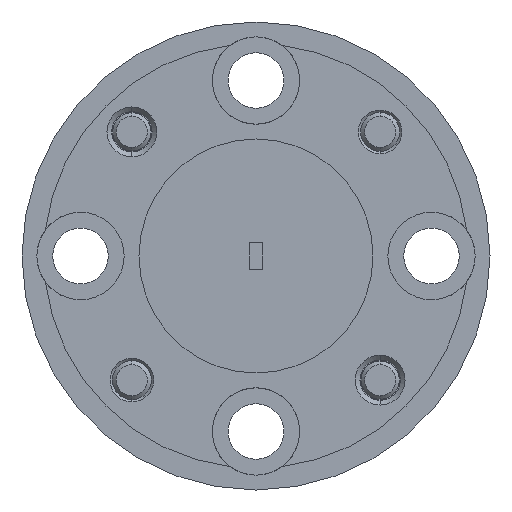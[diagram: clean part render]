
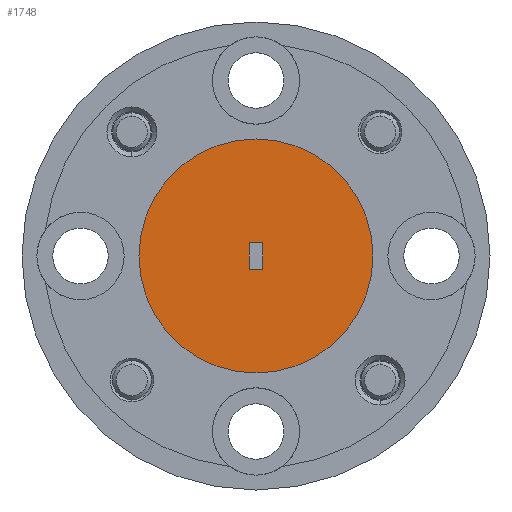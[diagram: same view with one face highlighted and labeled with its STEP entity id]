
A CAD part, left-side view. The second image highlights one B-rep face of the part: STEP entity #1748.
In plain terms, the highlighted planar face has unit normal (-1, 0, 0).
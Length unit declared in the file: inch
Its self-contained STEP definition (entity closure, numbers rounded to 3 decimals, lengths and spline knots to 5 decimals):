
#9 = DIRECTION ( 'NONE',  ( 0., 0., -1. ) ) ;
#59 = CARTESIAN_POINT ( 'NONE',  ( 0., -0.01075, -0.0215 ) ) ;
#385 = DIRECTION ( 'NONE',  ( 0., -1., 0. ) ) ;
#590 = AXIS2_PLACEMENT_3D ( 'NONE', #3833, #938, #385 ) ;
#765 = VECTOR ( 'NONE', #9, 39.37008 ) ;
#897 = DIRECTION ( 'NONE',  ( 0., 0., 1. ) ) ;
#938 = DIRECTION ( 'NONE',  ( -1., 0., 0. ) ) ;
#1016 = EDGE_CURVE ( 'NONE', #1738, #3348, #6267, .T. ) ;
#1222 = VECTOR ( 'NONE', #5765, 39.37008 ) ;
#1323 = VERTEX_POINT ( 'NONE', #2363 ) ;
#1439 = CARTESIAN_POINT ( 'NONE',  ( 0., 0.01075, -0.0215 ) ) ;
#1655 = VERTEX_POINT ( 'NONE', #2309 ) ;
#1738 = VERTEX_POINT ( 'NONE', #6647 ) ;
#1748 = ADVANCED_FACE ( 'NONE', ( #5935, #2103 ), #6006, .T. ) ;
#1776 = CARTESIAN_POINT ( 'NONE',  ( 0., 0.01075, -0.0215 ) ) ;
#1781 = EDGE_LOOP ( 'NONE', ( #6112, #4747, #4217, #3157 ) ) ;
#1801 = VECTOR ( 'NONE', #897, 39.37008 ) ;
#2103 = FACE_OUTER_BOUND ( 'NONE', #2833, .T. ) ;
#2235 = DIRECTION ( 'NONE',  ( 0., -1., 0. ) ) ;
#2277 = CARTESIAN_POINT ( 'NONE',  ( 0., -0.01075, 0.0215 ) ) ;
#2309 = CARTESIAN_POINT ( 'NONE',  ( 0., 0.1875, 0. ) ) ;
#2334 = CARTESIAN_POINT ( 'NONE',  ( 0., -0.01075, -0.0215 ) ) ;
#2363 = CARTESIAN_POINT ( 'NONE',  ( 0., -0.1875, 0. ) ) ;
#2505 = LINE ( 'NONE', #1439, #1801 ) ;
#2817 = LINE ( 'NONE', #2277, #5506 ) ;
#2833 = EDGE_LOOP ( 'NONE', ( #5749, #5441 ) ) ;
#3157 = ORIENTED_EDGE ( 'NONE', *, *, #5767, .T. ) ;
#3300 = DIRECTION ( 'NONE',  ( -1., 0., 0. ) ) ;
#3347 = AXIS2_PLACEMENT_3D ( 'NONE', #6973, #4769, #6751 ) ;
#3348 = VERTEX_POINT ( 'NONE', #7236 ) ;
#3833 = CARTESIAN_POINT ( 'NONE',  ( 0., 0., 0. ) ) ;
#3996 = AXIS2_PLACEMENT_3D ( 'NONE', #6628, #3300, #7199 ) ;
#4217 = ORIENTED_EDGE ( 'NONE', *, *, #6083, .T. ) ;
#4341 = CARTESIAN_POINT ( 'NONE',  ( 0., 0.01075, 0.0215 ) ) ;
#4669 = EDGE_CURVE ( 'NONE', #7094, #1738, #2817, .T. ) ;
#4747 = ORIENTED_EDGE ( 'NONE', *, *, #1016, .T. ) ;
#4769 = DIRECTION ( 'NONE',  ( -1., 0., 0. ) ) ;
#4928 = VERTEX_POINT ( 'NONE', #1776 ) ;
#5282 = LINE ( 'NONE', #59, #1222 ) ;
#5441 = ORIENTED_EDGE ( 'NONE', *, *, #6695, .T. ) ;
#5506 = VECTOR ( 'NONE', #2235, 39.37008 ) ;
#5749 = ORIENTED_EDGE ( 'NONE', *, *, #5902, .T. ) ;
#5765 = DIRECTION ( 'NONE',  ( 0., 1., 0. ) ) ;
#5767 = EDGE_CURVE ( 'NONE', #4928, #7094, #2505, .T. ) ;
#5902 = EDGE_CURVE ( 'NONE', #1323, #1655, #7182, .T. ) ;
#5935 = FACE_BOUND ( 'NONE', #1781, .T. ) ;
#6006 = PLANE ( 'NONE',  #590 ) ;
#6083 = EDGE_CURVE ( 'NONE', #3348, #4928, #5282, .T. ) ;
#6112 = ORIENTED_EDGE ( 'NONE', *, *, #4669, .T. ) ;
#6267 = LINE ( 'NONE', #2334, #765 ) ;
#6628 = CARTESIAN_POINT ( 'NONE',  ( 0., 0., 0. ) ) ;
#6647 = CARTESIAN_POINT ( 'NONE',  ( 0., -0.01075, 0.0215 ) ) ;
#6695 = EDGE_CURVE ( 'NONE', #1655, #1323, #7126, .T. ) ;
#6751 = DIRECTION ( 'NONE',  ( 0., -1., 0. ) ) ;
#6973 = CARTESIAN_POINT ( 'NONE',  ( 0., 0., 0. ) ) ;
#7094 = VERTEX_POINT ( 'NONE', #4341 ) ;
#7126 = CIRCLE ( 'NONE', #3996, 0.1875 ) ;
#7182 = CIRCLE ( 'NONE', #3347, 0.1875 ) ;
#7199 = DIRECTION ( 'NONE',  ( 0., -1., 0. ) ) ;
#7236 = CARTESIAN_POINT ( 'NONE',  ( 0., -0.01075, -0.0215 ) ) ;
